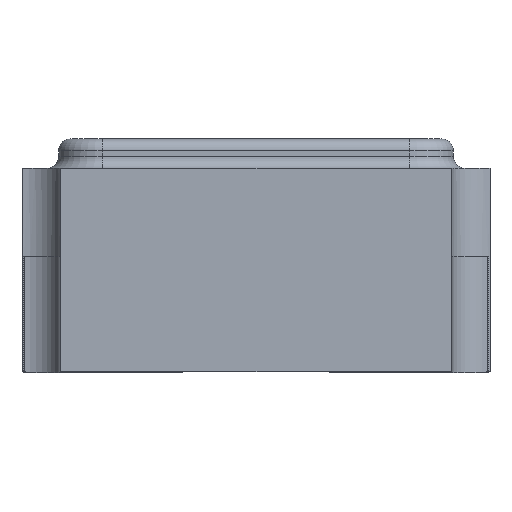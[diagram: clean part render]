
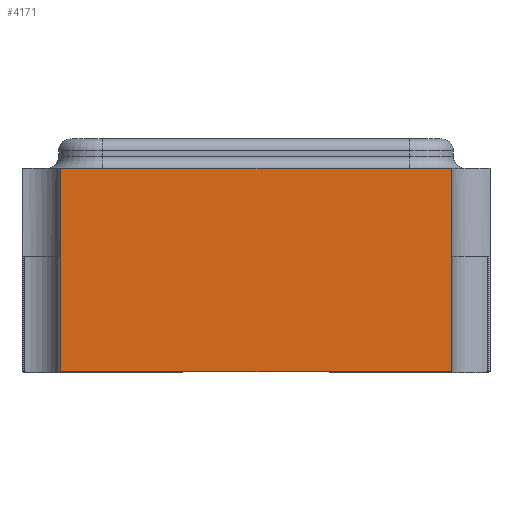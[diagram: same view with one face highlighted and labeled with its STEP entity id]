
A CAD part, left-side view. The second image highlights one B-rep face of the part: STEP entity #4171.
In plain terms, the highlighted planar face has unit normal (-1, 0, 0).
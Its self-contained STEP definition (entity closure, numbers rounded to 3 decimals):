
#139 = DIRECTION ( 'NONE',  ( 0., -1., 0. ) ) ;
#294 = CARTESIAN_POINT ( 'NONE',  ( -1., 0.667, 0.7 ) ) ;
#396 = LINE ( 'NONE', #1637, #1378 ) ;
#412 = LINE ( 'NONE', #4620, #5382 ) ;
#415 = CARTESIAN_POINT ( 'NONE',  ( -1., -0.667, 0.7 ) ) ;
#913 = ORIENTED_EDGE ( 'NONE', *, *, #1502, .T. ) ;
#1207 = DIRECTION ( 'NONE',  ( 0., 0., -1. ) ) ;
#1237 = ORIENTED_EDGE ( 'NONE', *, *, #1450, .F. ) ;
#1295 = EDGE_CURVE ( 'NONE', #1379, #3493, #2660, .T. ) ;
#1378 = VECTOR ( 'NONE', #1207, 1000. ) ;
#1379 = VERTEX_POINT ( 'NONE', #4658 ) ;
#1450 = EDGE_CURVE ( 'NONE', #4810, #3493, #396, .T. ) ;
#1502 = EDGE_CURVE ( 'NONE', #5316, #1379, #412, .T. ) ;
#1591 = VECTOR ( 'NONE', #139, 1000. ) ;
#1628 = DIRECTION ( 'NONE',  ( 0., 0., -1. ) ) ;
#1637 = CARTESIAN_POINT ( 'NONE',  ( -1., -0.667, 0.7 ) ) ;
#1928 = VECTOR ( 'NONE', #2252, 1000. ) ;
#1975 = DIRECTION ( 'NONE',  ( 1., 0., 0. ) ) ;
#2252 = DIRECTION ( 'NONE',  ( 0., -1., 0. ) ) ;
#2307 = FACE_OUTER_BOUND ( 'NONE', #4800, .T. ) ;
#2632 = CARTESIAN_POINT ( 'NONE',  ( -1., 0.667, 0.005 ) ) ;
#2660 = LINE ( 'NONE', #2632, #1928 ) ;
#2724 = CARTESIAN_POINT ( 'NONE',  ( -1., 0.667, 0.7 ) ) ;
#2742 = PLANE ( 'NONE',  #4599 ) ;
#3493 = VERTEX_POINT ( 'NONE', #4674 ) ;
#3621 = EDGE_CURVE ( 'NONE', #5316, #4810, #3767, .T. ) ;
#3665 = ORIENTED_EDGE ( 'NONE', *, *, #3621, .F. ) ;
#3733 = ORIENTED_EDGE ( 'NONE', *, *, #1295, .T. ) ;
#3767 = LINE ( 'NONE', #5005, #1591 ) ;
#4171 = ADVANCED_FACE ( 'NONE', ( #2307 ), #2742, .F. ) ;
#4599 = AXIS2_PLACEMENT_3D ( 'NONE', #294, #1975, #5264 ) ;
#4620 = CARTESIAN_POINT ( 'NONE',  ( -1., 0.667, 0.7 ) ) ;
#4658 = CARTESIAN_POINT ( 'NONE',  ( -1., 0.667, 0.005 ) ) ;
#4674 = CARTESIAN_POINT ( 'NONE',  ( -1., -0.667, 0.005 ) ) ;
#4800 = EDGE_LOOP ( 'NONE', ( #3733, #1237, #3665, #913 ) ) ;
#4810 = VERTEX_POINT ( 'NONE', #415 ) ;
#5005 = CARTESIAN_POINT ( 'NONE',  ( -1., 0.667, 0.7 ) ) ;
#5264 = DIRECTION ( 'NONE',  ( 0., 1., 0. ) ) ;
#5316 = VERTEX_POINT ( 'NONE', #2724 ) ;
#5382 = VECTOR ( 'NONE', #1628, 1000. ) ;
